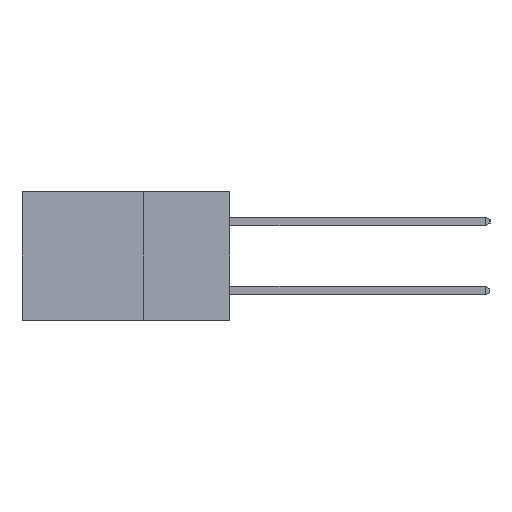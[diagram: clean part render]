
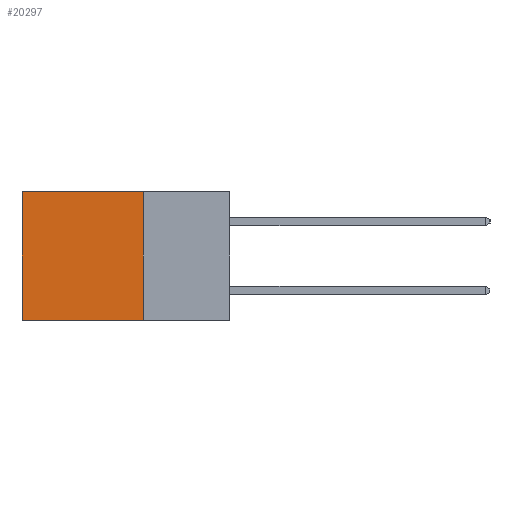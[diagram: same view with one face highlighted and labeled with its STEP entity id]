
A CAD part, left-side view. The second image highlights one B-rep face of the part: STEP entity #20297.
In plain terms, the highlighted planar face has unit normal (-1, 0, 0).
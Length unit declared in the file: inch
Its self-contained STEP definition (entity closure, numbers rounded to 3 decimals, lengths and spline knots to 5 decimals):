
#425 = DIRECTION ( 'NONE',  ( 0., 1., 0. ) ) ;
#542 = VECTOR ( 'NONE', #425, 39.37008 ) ;
#1245 = CARTESIAN_POINT ( 'NONE',  ( 0.298, 0.6, 0. ) ) ;
#4376 = FACE_OUTER_BOUND ( 'NONE', #18550, .T. ) ;
#5232 = AXIS2_PLACEMENT_3D ( 'NONE', #9438, #7426, #22068 ) ;
#5681 = CARTESIAN_POINT ( 'NONE',  ( 0.298, 0.25, 0. ) ) ;
#5836 = EDGE_CURVE ( 'NONE', #5938, #19602, #18407, .T. ) ;
#5938 = VERTEX_POINT ( 'NONE', #1245 ) ;
#6011 = EDGE_CURVE ( 'NONE', #10750, #5938, #8902, .T. ) ;
#6357 = CARTESIAN_POINT ( 'NONE',  ( 0.298, 0.25, 0. ) ) ;
#6813 = LINE ( 'NONE', #13005, #542 ) ;
#7426 = DIRECTION ( 'NONE',  ( 1., 0., 0. ) ) ;
#7916 = VECTOR ( 'NONE', #18885, 39.37008 ) ;
#8397 = VERTEX_POINT ( 'NONE', #11364 ) ;
#8902 = LINE ( 'NONE', #5681, #25606 ) ;
#8910 = EDGE_CURVE ( 'NONE', #8397, #19602, #6813, .T. ) ;
#9438 = CARTESIAN_POINT ( 'NONE',  ( 0.298, 0.25, 0. ) ) ;
#10678 = ORIENTED_EDGE ( 'NONE', *, *, #8910, .F. ) ;
#10750 = VERTEX_POINT ( 'NONE', #14665 ) ;
#11364 = CARTESIAN_POINT ( 'NONE',  ( 0.298, 0.25, -0.37 ) ) ;
#11686 = ORIENTED_EDGE ( 'NONE', *, *, #6011, .T. ) ;
#13005 = CARTESIAN_POINT ( 'NONE',  ( 0.298, 0.25, -0.37 ) ) ;
#13335 = EDGE_CURVE ( 'NONE', #10750, #8397, #24610, .T. ) ;
#14665 = CARTESIAN_POINT ( 'NONE',  ( 0.298, 0.25, 0. ) ) ;
#15650 = CARTESIAN_POINT ( 'NONE',  ( 0.298, 0.6, -0.37 ) ) ;
#15779 = PLANE ( 'NONE',  #5232 ) ;
#17583 = CARTESIAN_POINT ( 'NONE',  ( 0.298, 0.6, 0. ) ) ;
#17738 = VECTOR ( 'NONE', #19783, 39.37008 ) ;
#18407 = LINE ( 'NONE', #17583, #17738 ) ;
#18550 = EDGE_LOOP ( 'NONE', ( #20092, #10678, #27041, #11686 ) ) ;
#18885 = DIRECTION ( 'NONE',  ( 0., 0., -1. ) ) ;
#19602 = VERTEX_POINT ( 'NONE', #15650 ) ;
#19783 = DIRECTION ( 'NONE',  ( 0., 0., -1. ) ) ;
#20092 = ORIENTED_EDGE ( 'NONE', *, *, #5836, .T. ) ;
#20297 = ADVANCED_FACE ( 'NONE', ( #4376 ), #15779, .F. ) ;
#20325 = DIRECTION ( 'NONE',  ( 0., 1., 0. ) ) ;
#22068 = DIRECTION ( 'NONE',  ( 0., 0., -1. ) ) ;
#24610 = LINE ( 'NONE', #6357, #7916 ) ;
#25606 = VECTOR ( 'NONE', #20325, 39.37008 ) ;
#27041 = ORIENTED_EDGE ( 'NONE', *, *, #13335, .F. ) ;
